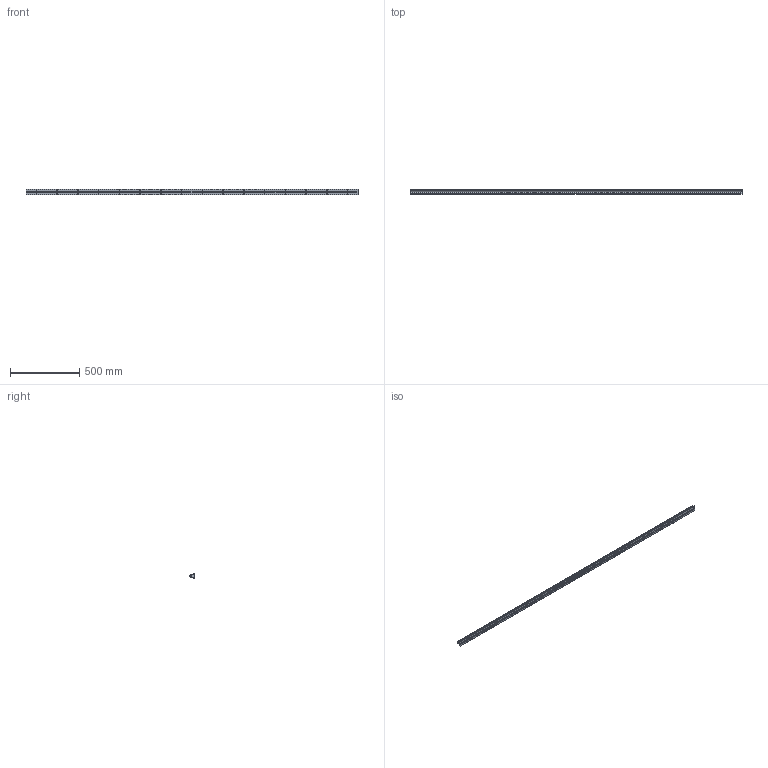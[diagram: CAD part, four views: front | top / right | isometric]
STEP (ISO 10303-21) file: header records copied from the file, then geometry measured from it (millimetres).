
FILE_DESCRIPTION (( 'STEP AP214' ), '1' );
FILE_NAME ('SBR16 2400L N=75.STEP', '2018-01-02T14:46:46', ( '砐錪賧瘔蠈錪 Windows' ), ( '' ), 'SwSTEP 2.0', 'SolidWorks 2016', '' );
FILE_SCHEMA (( 'AUTOMOTIVE_DESIGN' ));
Length unit declared in the file: millimetre
Products named in the file (1): SBR16 2400L N=75
Bounding box: 2400 x 33 x 40 mm (x, y, z)
Volume: 1419899.4 mm3; surface area: 400863.2 mm2
Topology: 18 solids, 18 shells, 870 faces, 2258 edges, 1392 vertices
Faces by surface type: cylinder 425, plane 313, cone 68, torus 64
Entity records: 32715 total; most frequent: CARTESIAN_POINT 7017, ORIENTED_EDGE 4452, DIRECTION 4214, EDGE_CURVE 2226, AXIS2_PLACEMENT_3D 1597, VERTEX_POINT 1392, LINE 1020, VECTOR 1020
